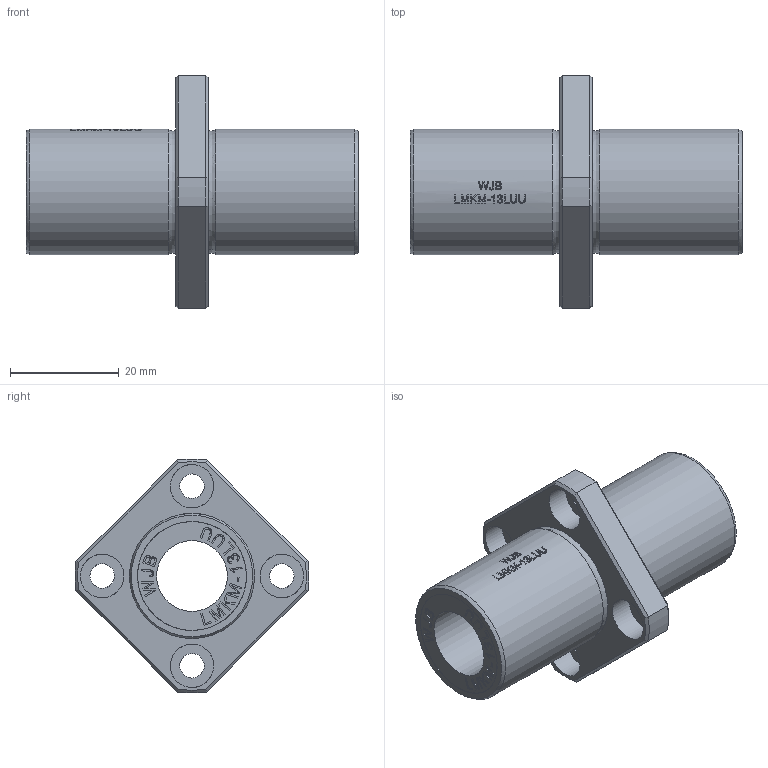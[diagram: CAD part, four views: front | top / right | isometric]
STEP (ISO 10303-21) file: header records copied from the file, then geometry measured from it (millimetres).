
FILE_DESCRIPTION(/* description */ (''),/* implementation_level */ '2;1');
FILE_NAME(/* name */ 'WJB-LMKM-13LUU.stp',/* time_stamp */ '2018-09-26T17:21:39+08:00',/* author */ (''),/* organization */ (''),/* preprocessor_version */ 'ST-DEVELOPER v11',/* originating_system */ 'SIEMENS UGS NX 6.0',/* authorisation */ '');
FILE_SCHEMA (('CONFIG_CONTROL_DESIGN'));
Length unit declared in the file: millimetre
Products named in the file (1): WJB-LMKM-13LUU
Bounding box: 61 x 42.96 x 42.96 mm (x, y, z)
Volume: 20421.4 mm3; surface area: 9587.7 mm2
Topology: 1 solids, 1 shells, 420 faces, 1105 edges, 740 vertices
Faces by surface type: plane 283, extrusion 93, cylinder 32, cone 8, torus 4
Full cylindrical faces by diameter (mm): 4.5 x4, 8 x4, 13 x1, 20 x2, 23 x2
Entity records: 16188 total; most frequent: CARTESIAN_POINT 6507, ORIENTED_EDGE 2176, DIRECTION 1497, EDGE_CURVE 1088, VERTEX_POINT 740, VECTOR 641, LINE 548, B_SPLINE_CURVE_WITH_KNOTS 533
